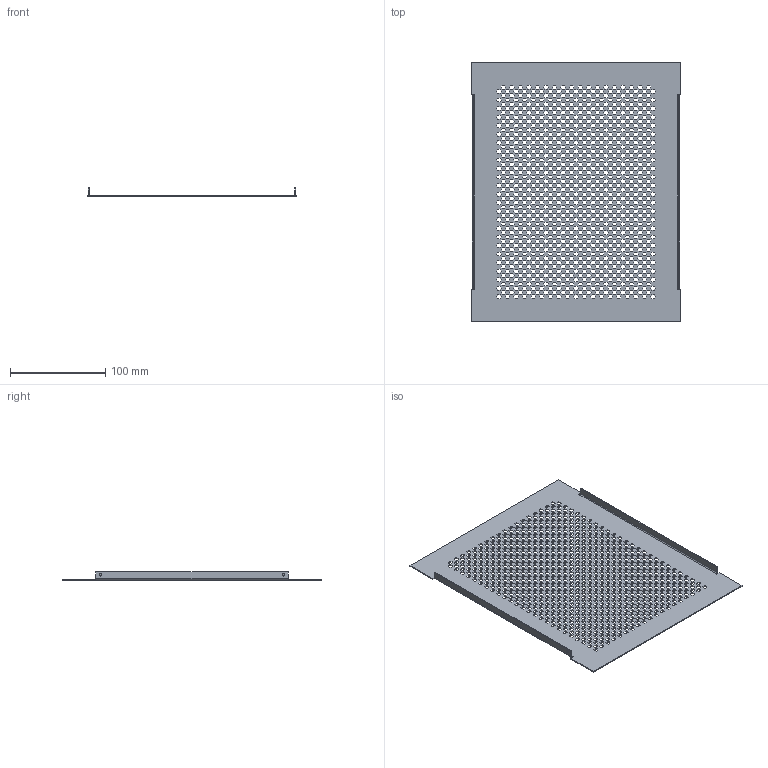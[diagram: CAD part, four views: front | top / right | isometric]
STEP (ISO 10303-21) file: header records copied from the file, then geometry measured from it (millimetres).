
FILE_DESCRIPTION(/* description */ (''),/* implementation_level */ '2;1');
FILE_NAME(/* name */ '1010017_3D.stp',/* time_stamp */ '2022-09-16T12:22:43+02:00',/* author */ ('kotzmaier'),/* organization */ ('Fa. Bopla'),/* preprocessor_version */ 'ST-DEVELOPER v18.1',/* originating_system */ 'Autodesk Inventor 2022',/* authorisation */ '');
FILE_SCHEMA (('CONFIG_CONTROL_DESIGN','AUTOMOTIVE_DESIGN { 1 0 10303 214 3 1 1 }'));
Products named in the file (1): _1010017_3D
Bounding box: 220.84 x 273 x 8.5 mm (x, y, z)
Volume: 49602.2 mm3; surface area: 113078.4 mm2
Topology: 1 solids, 1 shells, 5582 faces, 16740 edges, 11160 vertices
Faces by surface type: plane 5576, cylinder 6
Full cylindrical faces by diameter (mm): 2.5 x2
Entity records: 187927 total; most frequent: CARTESIAN_POINT 33483, ORIENTED_EDGE 33480, DIRECTION 27918, EDGE_CURVE 16740, LINE 16728, VECTOR 16728, VERTEX_POINT 11160, EDGE_LOOP 7436
